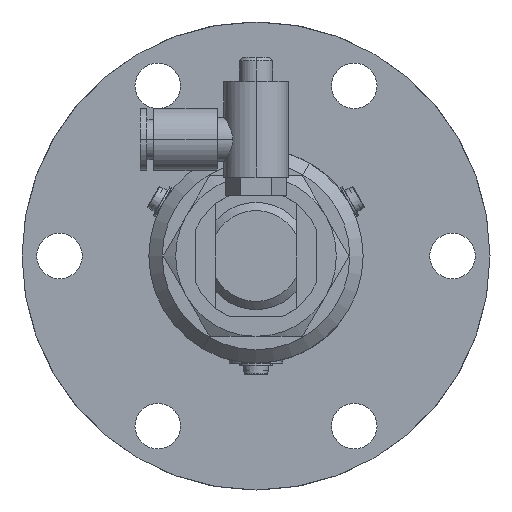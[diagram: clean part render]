
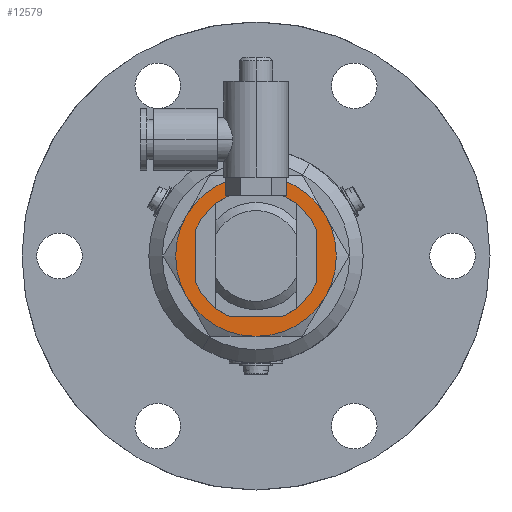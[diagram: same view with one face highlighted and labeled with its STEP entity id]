
A CAD part, front view. The second image highlights one B-rep face of the part: STEP entity #12579.
In plain terms, the highlighted face is planar.
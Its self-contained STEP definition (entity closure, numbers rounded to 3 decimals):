
#1100 = EDGE_CURVE ( 'NONE', #33029, #12520, #24726, .T. ) ;
#1815 = VERTEX_POINT ( 'NONE', #22735 ) ;
#2151 = CARTESIAN_POINT ( 'NONE',  ( 0., 0., -8. ) ) ;
#2246 = PLANE ( 'NONE',  #25422 ) ;
#2984 = DIRECTION ( 'NONE',  ( -1., 0., 0. ) ) ;
#3255 = AXIS2_PLACEMENT_3D ( 'NONE', #29684, #26325, #11176 ) ;
#3274 = CIRCLE ( 'NONE', #39374, 8. ) ;
#3890 = VERTEX_POINT ( 'NONE', #32030 ) ;
#5969 = FACE_OUTER_BOUND ( 'NONE', #21071, .T. ) ;
#6574 = ORIENTED_EDGE ( 'NONE', *, *, #20817, .F. ) ;
#7068 = CIRCLE ( 'NONE', #23332, 12. ) ;
#8137 = DIRECTION ( 'NONE',  ( -1., 0., 0. ) ) ;
#8712 = EDGE_CURVE ( 'NONE', #32247, #22945, #37404, .T. ) ;
#9346 = FACE_BOUND ( 'NONE', #27832, .T. ) ;
#9511 = ORIENTED_EDGE ( 'NONE', *, *, #30056, .F. ) ;
#9899 = ORIENTED_EDGE ( 'NONE', *, *, #10450, .F. ) ;
#9975 = VERTEX_POINT ( 'NONE', #17947 ) ;
#10450 = EDGE_CURVE ( 'NONE', #22945, #25236, #22405, .T. ) ;
#10644 = DIRECTION ( 'NONE',  ( 0., 0., 1. ) ) ;
#11176 = DIRECTION ( 'NONE',  ( -1., 0., 0. ) ) ;
#12210 = EDGE_CURVE ( 'NONE', #3890, #9975, #17043, .T. ) ;
#12520 = VERTEX_POINT ( 'NONE', #33272 ) ;
#12579 = ADVANCED_FACE ( 'NONE', ( #5969, #9346 ), #2246, .T. ) ;
#13357 = CARTESIAN_POINT ( 'NONE',  ( -6., -10.392, -8. ) ) ;
#14246 = CIRCLE ( 'NONE', #31536, 12. ) ;
#14255 = CARTESIAN_POINT ( 'NONE',  ( -6., 10.392, -8. ) ) ;
#14993 = CARTESIAN_POINT ( 'NONE',  ( 0., 0., -8. ) ) ;
#15126 = DIRECTION ( 'NONE',  ( 0., 0., 1. ) ) ;
#17043 = CIRCLE ( 'NONE', #23180, 8. ) ;
#17149 = CARTESIAN_POINT ( 'NONE',  ( 0., 0., -8. ) ) ;
#17778 = DIRECTION ( 'NONE',  ( 1., 0., 0. ) ) ;
#17947 = CARTESIAN_POINT ( 'NONE',  ( -8., 0., -8. ) ) ;
#19250 = DIRECTION ( 'NONE',  ( -1., 0., 0. ) ) ;
#20377 = DIRECTION ( 'NONE',  ( -1., 0., 0. ) ) ;
#20817 = EDGE_CURVE ( 'NONE', #1815, #33029, #7068, .T. ) ;
#20932 = CIRCLE ( 'NONE', #25079, 12. ) ;
#21071 = EDGE_LOOP ( 'NONE', ( #6574, #34287, #9899, #22299, #9511, #32780 ) ) ;
#21111 = EDGE_CURVE ( 'NONE', #25236, #1815, #14246, .T. ) ;
#21399 = DIRECTION ( 'NONE',  ( 0., 0., 1. ) ) ;
#22299 = ORIENTED_EDGE ( 'NONE', *, *, #8712, .F. ) ;
#22405 = CIRCLE ( 'NONE', #3255, 12. ) ;
#22735 = CARTESIAN_POINT ( 'NONE',  ( -12., 0., -8. ) ) ;
#22945 = VERTEX_POINT ( 'NONE', #24701 ) ;
#23171 = DIRECTION ( 'NONE',  ( 0., 0., 1. ) ) ;
#23180 = AXIS2_PLACEMENT_3D ( 'NONE', #34252, #25086, #19250 ) ;
#23332 = AXIS2_PLACEMENT_3D ( 'NONE', #17149, #23171, #8137 ) ;
#23483 = DIRECTION ( 'NONE',  ( 0., 0., -1. ) ) ;
#23676 = DIRECTION ( 'NONE',  ( 0., 0., 1. ) ) ;
#23749 = DIRECTION ( 'NONE',  ( -1., 0., 0. ) ) ;
#24282 = ORIENTED_EDGE ( 'NONE', *, *, #26254, .T. ) ;
#24701 = CARTESIAN_POINT ( 'NONE',  ( 6., 10.392, -8. ) ) ;
#24726 = CIRCLE ( 'NONE', #38848, 12. ) ;
#24837 = CARTESIAN_POINT ( 'NONE',  ( 0., 0., -8. ) ) ;
#25079 = AXIS2_PLACEMENT_3D ( 'NONE', #14993, #15126, #33233 ) ;
#25086 = DIRECTION ( 'NONE',  ( 0., 0., 1. ) ) ;
#25236 = VERTEX_POINT ( 'NONE', #14255 ) ;
#25422 = AXIS2_PLACEMENT_3D ( 'NONE', #39053, #23483, #23749 ) ;
#25913 = CARTESIAN_POINT ( 'NONE',  ( 0., 0., -8. ) ) ;
#26254 = EDGE_CURVE ( 'NONE', #9975, #3890, #3274, .T. ) ;
#26325 = DIRECTION ( 'NONE',  ( 0., 0., 1. ) ) ;
#27832 = EDGE_LOOP ( 'NONE', ( #38640, #24282 ) ) ;
#29622 = CARTESIAN_POINT ( 'NONE',  ( 12., 0., -8. ) ) ;
#29684 = CARTESIAN_POINT ( 'NONE',  ( 0., 0., -8. ) ) ;
#30056 = EDGE_CURVE ( 'NONE', #12520, #32247, #20932, .T. ) ;
#31536 = AXIS2_PLACEMENT_3D ( 'NONE', #25913, #10644, #32081 ) ;
#32030 = CARTESIAN_POINT ( 'NONE',  ( 8., 0., -8. ) ) ;
#32081 = DIRECTION ( 'NONE',  ( -1., 0., 0. ) ) ;
#32247 = VERTEX_POINT ( 'NONE', #29622 ) ;
#32764 = DIRECTION ( 'NONE',  ( 0., 0., 1. ) ) ;
#32780 = ORIENTED_EDGE ( 'NONE', *, *, #1100, .F. ) ;
#33029 = VERTEX_POINT ( 'NONE', #13357 ) ;
#33233 = DIRECTION ( 'NONE',  ( -1., 0., 0. ) ) ;
#33272 = CARTESIAN_POINT ( 'NONE',  ( 6., -10.392, -8. ) ) ;
#33844 = AXIS2_PLACEMENT_3D ( 'NONE', #2151, #32764, #17778 ) ;
#34252 = CARTESIAN_POINT ( 'NONE',  ( 0., 0., -8. ) ) ;
#34287 = ORIENTED_EDGE ( 'NONE', *, *, #21111, .F. ) ;
#37404 = CIRCLE ( 'NONE', #33844, 12. ) ;
#38590 = CARTESIAN_POINT ( 'NONE',  ( 0., 0., -8. ) ) ;
#38640 = ORIENTED_EDGE ( 'NONE', *, *, #12210, .T. ) ;
#38848 = AXIS2_PLACEMENT_3D ( 'NONE', #38590, #23676, #20377 ) ;
#39053 = CARTESIAN_POINT ( 'NONE',  ( 0., 13.856, -8. ) ) ;
#39374 = AXIS2_PLACEMENT_3D ( 'NONE', #24837, #21399, #2984 ) ;
